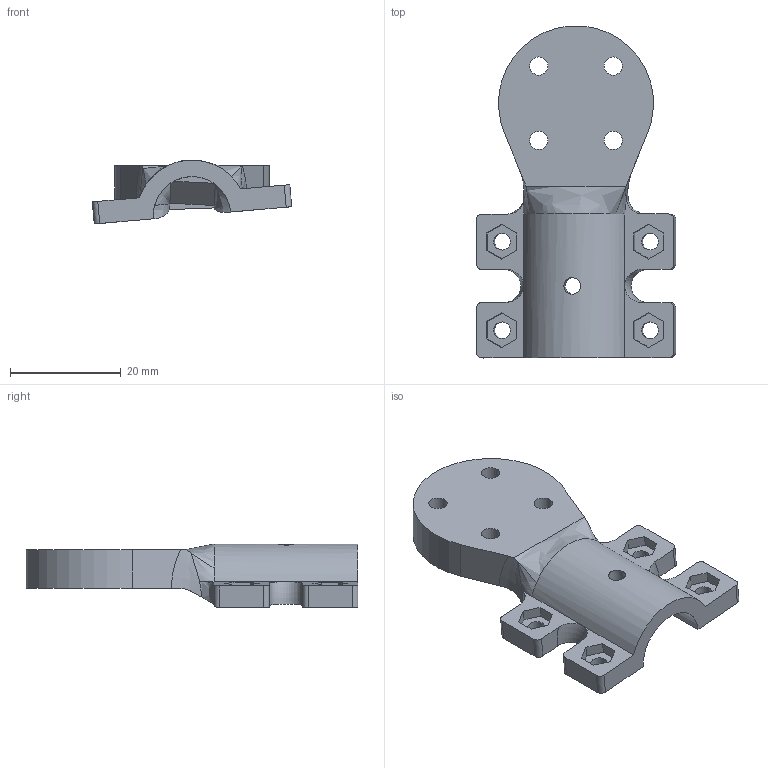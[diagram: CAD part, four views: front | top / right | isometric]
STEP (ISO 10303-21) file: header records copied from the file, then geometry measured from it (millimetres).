
FILE_DESCRIPTION(/* description */ (''),/* implementation_level */ '2;1');
FILE_NAME(/* name */ 'RA-03c_MotorBracketUpperCW5.step',/* time_stamp */ '2026-02-13T12:46:11+01:00',/* author */ (''),/* organization */ (''),/* preprocessor_version */ 'ST-DEVELOPER v20.1',/* originating_system */ 'Autodesk Translation Framework v14.24.0.0',/* authorisation */ '');
FILE_SCHEMA (('AUTOMOTIVE_DESIGN { 1 0 10303 214 3 1 1 }'));
Length unit declared in the file: millimetre
Products named in the file (1): RA-03c_MotorBracketUpperCW5
Bounding box: 36.01 x 59.95 x 11.54 mm (x, y, z)
Volume: 8216.8 mm3; surface area: 5098.1 mm2
Topology: 1 solids, 1 shells, 92 faces, 265 edges, 178 vertices
Faces by surface type: plane 56, cylinder 20, bspline 14, torus 2
Full cylindrical faces by diameter (mm): 3 x5, 3.3 x4
Entity records: 3703 total; most frequent: CARTESIAN_POINT 1323, ORIENTED_EDGE 528, DIRECTION 411, EDGE_CURVE 264, VERTEX_POINT 178, LINE 147, VECTOR 147, AXIS2_PLACEMENT_3D 132
